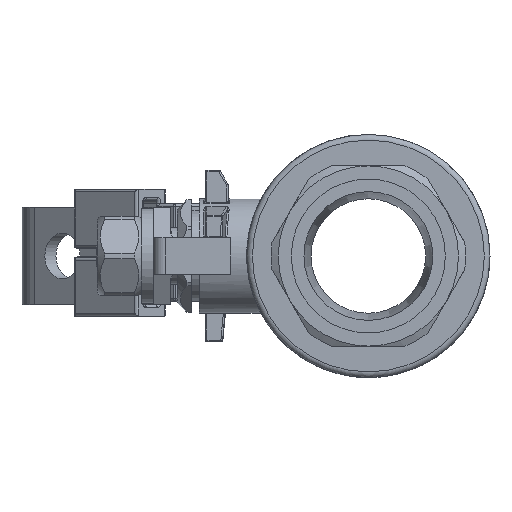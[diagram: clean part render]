
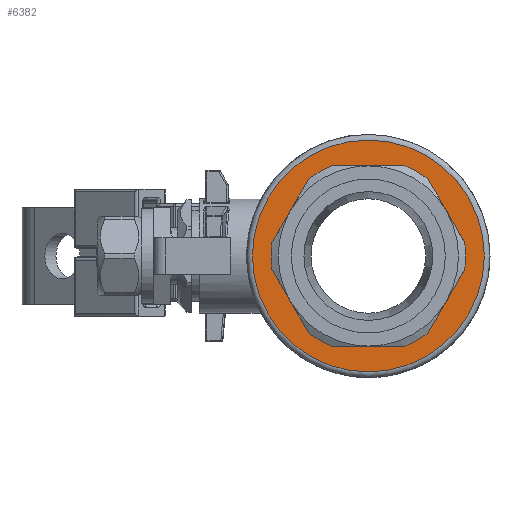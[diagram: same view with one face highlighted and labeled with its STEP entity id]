
A CAD part, left-side view. The second image highlights one B-rep face of the part: STEP entity #6382.
In plain terms, the highlighted planar face has unit normal (-1, 0, 0).
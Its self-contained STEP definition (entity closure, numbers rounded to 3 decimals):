
#272=PLANE('',#7144);
#746=CIRCLE('',#7145,17.);
#747=CIRCLE('',#7146,17.);
#748=CIRCLE('',#7147,17.);
#749=CIRCLE('',#7148,17.);
#750=CIRCLE('',#7149,17.);
#751=CIRCLE('',#7150,17.);
#752=CIRCLE('',#7151,20.25);
#2545=ORIENTED_EDGE('',*,*,#3536,.F.);
#2546=ORIENTED_EDGE('',*,*,#3537,.F.);
#2547=ORIENTED_EDGE('',*,*,#3538,.F.);
#2548=ORIENTED_EDGE('',*,*,#3539,.F.);
#2549=ORIENTED_EDGE('',*,*,#3540,.F.);
#2550=ORIENTED_EDGE('',*,*,#3541,.F.);
#2551=ORIENTED_EDGE('',*,*,#3542,.F.);
#2552=ORIENTED_EDGE('',*,*,#3543,.F.);
#2553=ORIENTED_EDGE('',*,*,#3544,.F.);
#2554=ORIENTED_EDGE('',*,*,#3545,.F.);
#2555=ORIENTED_EDGE('',*,*,#3546,.F.);
#2556=ORIENTED_EDGE('',*,*,#3547,.F.);
#2557=ORIENTED_EDGE('',*,*,#3548,.T.);
#3536=EDGE_CURVE('',#4122,#4123,#4550,.T.);
#3537=EDGE_CURVE('',#4124,#4122,#746,.T.);
#3538=EDGE_CURVE('',#4125,#4124,#4551,.T.);
#3539=EDGE_CURVE('',#4126,#4125,#747,.T.);
#3540=EDGE_CURVE('',#4127,#4126,#4552,.T.);
#3541=EDGE_CURVE('',#4128,#4127,#748,.T.);
#3542=EDGE_CURVE('',#4129,#4128,#4553,.T.);
#3543=EDGE_CURVE('',#4130,#4129,#749,.T.);
#3544=EDGE_CURVE('',#4131,#4130,#4554,.T.);
#3545=EDGE_CURVE('',#4132,#4131,#750,.T.);
#3546=EDGE_CURVE('',#4133,#4132,#4555,.T.);
#3547=EDGE_CURVE('',#4123,#4133,#751,.T.);
#3548=EDGE_CURVE('',#4134,#4134,#752,.T.);
#4122=VERTEX_POINT('',#11901);
#4123=VERTEX_POINT('',#11902);
#4124=VERTEX_POINT('',#11904);
#4125=VERTEX_POINT('',#11906);
#4126=VERTEX_POINT('',#11908);
#4127=VERTEX_POINT('',#11910);
#4128=VERTEX_POINT('',#11912);
#4129=VERTEX_POINT('',#11914);
#4130=VERTEX_POINT('',#11916);
#4131=VERTEX_POINT('',#11918);
#4132=VERTEX_POINT('',#11920);
#4133=VERTEX_POINT('',#11922);
#4134=VERTEX_POINT('',#11925);
#4550=LINE('',#11900,#4979);
#4551=LINE('',#11905,#4980);
#4552=LINE('',#11909,#4981);
#4553=LINE('',#11913,#4982);
#4554=LINE('',#11917,#4983);
#4555=LINE('',#11921,#4984);
#4979=VECTOR('',#9046,1000.);
#4980=VECTOR('',#9049,1000.);
#4981=VECTOR('',#9052,1000.);
#4982=VECTOR('',#9055,1000.);
#4983=VECTOR('',#9058,1000.);
#4984=VECTOR('',#9061,1000.);
#5399=EDGE_LOOP('',(#2545,#2546,#2547,#2548,#2549,#2550,#2551,#2552,#2553,
#2554,#2555,#2556));
#5400=EDGE_LOOP('',(#2557));
#5827=FACE_BOUND('',#5399,.T.);
#5828=FACE_BOUND('',#5400,.T.);
#6382=ADVANCED_FACE('',(#5827,#5828),#272,.T.);
#7144=AXIS2_PLACEMENT_3D('',#11899,#9044,#9045);
#7145=AXIS2_PLACEMENT_3D('',#11903,#9047,#9048);
#7146=AXIS2_PLACEMENT_3D('',#11907,#9050,#9051);
#7147=AXIS2_PLACEMENT_3D('',#11911,#9053,#9054);
#7148=AXIS2_PLACEMENT_3D('',#11915,#9056,#9057);
#7149=AXIS2_PLACEMENT_3D('',#11919,#9059,#9060);
#7150=AXIS2_PLACEMENT_3D('',#11923,#9062,#9063);
#7151=AXIS2_PLACEMENT_3D('',#11924,#9064,#9065);
#9044=DIRECTION('',(-1.,0.,0.));
#9045=DIRECTION('',(0.,0.,1.));
#9046=DIRECTION('',(0.,-1.,0.));
#9047=DIRECTION('',(-1.,0.,0.));
#9048=DIRECTION('',(0.,0.,1.));
#9049=DIRECTION('',(0.,-0.5,-0.866));
#9050=DIRECTION('',(-1.,0.,0.));
#9051=DIRECTION('',(0.,0.,1.));
#9052=DIRECTION('',(0.,0.5,-0.866));
#9053=DIRECTION('',(-1.,0.,0.));
#9054=DIRECTION('',(0.,0.,1.));
#9055=DIRECTION('',(0.,1.,0.));
#9056=DIRECTION('',(-1.,0.,0.));
#9057=DIRECTION('',(0.,0.,1.));
#9058=DIRECTION('',(0.,0.5,0.866));
#9059=DIRECTION('',(-1.,0.,0.));
#9060=DIRECTION('',(0.,0.,1.));
#9061=DIRECTION('',(0.,-0.5,0.866));
#9062=DIRECTION('',(-1.,0.,0.));
#9063=DIRECTION('',(0.,0.,1.));
#9064=DIRECTION('',(-1.,0.,0.));
#9065=DIRECTION('',(0.,0.,1.));
#11899=CARTESIAN_POINT('',(-18.7,0.,0.));
#11900=CARTESIAN_POINT('',(-18.7,6.398,-15.75));
#11901=CARTESIAN_POINT('',(-18.7,6.398,-15.75));
#11902=CARTESIAN_POINT('',(-18.7,-6.398,-15.75));
#11903=CARTESIAN_POINT('',(-18.7,0.,0.));
#11904=CARTESIAN_POINT('',(-18.7,10.441,-13.416));
#11905=CARTESIAN_POINT('',(-18.7,16.839,-2.334));
#11906=CARTESIAN_POINT('',(-18.7,16.839,-2.334));
#11907=CARTESIAN_POINT('',(-18.7,0.,0.));
#11908=CARTESIAN_POINT('',(-18.7,16.839,2.334));
#11909=CARTESIAN_POINT('',(-18.7,10.441,13.416));
#11910=CARTESIAN_POINT('',(-18.7,10.441,13.416));
#11911=CARTESIAN_POINT('',(-18.7,0.,0.));
#11912=CARTESIAN_POINT('',(-18.7,6.398,15.75));
#11913=CARTESIAN_POINT('',(-18.7,-6.398,15.75));
#11914=CARTESIAN_POINT('',(-18.7,-6.398,15.75));
#11915=CARTESIAN_POINT('',(-18.7,0.,0.));
#11916=CARTESIAN_POINT('',(-18.7,-10.441,13.416));
#11917=CARTESIAN_POINT('',(-18.7,-16.839,2.334));
#11918=CARTESIAN_POINT('',(-18.7,-16.839,2.334));
#11919=CARTESIAN_POINT('',(-18.7,0.,0.));
#11920=CARTESIAN_POINT('',(-18.7,-16.839,-2.334));
#11921=CARTESIAN_POINT('',(-18.7,-10.441,-13.416));
#11922=CARTESIAN_POINT('',(-18.7,-10.441,-13.416));
#11923=CARTESIAN_POINT('',(-18.7,0.,0.));
#11924=CARTESIAN_POINT('',(-18.7,0.,0.));
#11925=CARTESIAN_POINT('',(-18.7,0.,20.25));
